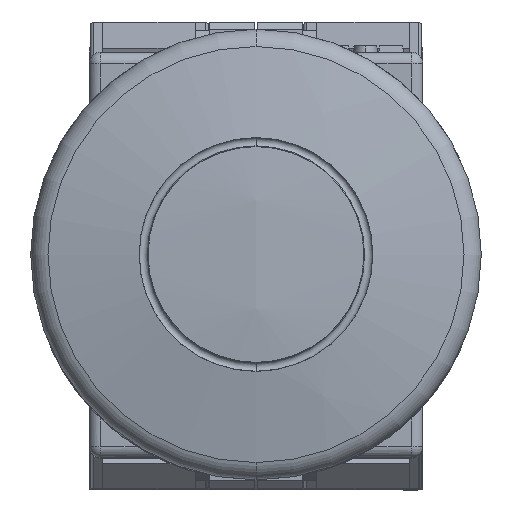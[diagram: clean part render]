
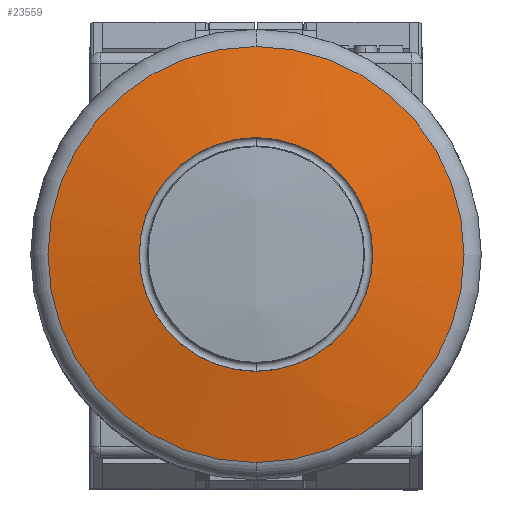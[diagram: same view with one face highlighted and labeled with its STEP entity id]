
A CAD part, top view. The second image highlights one B-rep face of the part: STEP entity #23559.
In plain terms, the highlighted spherical face has radius 80 mm.
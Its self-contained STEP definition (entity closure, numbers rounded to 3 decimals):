
#688 = CARTESIAN_POINT ( 'NONE',  ( 0., 0., 47.425 ) ) ;
#2007 = DIRECTION ( 'NONE',  ( 0., 0., -1. ) ) ;
#2180 = EDGE_CURVE ( 'NONE', #9842, #20250, #16974, .T. ) ;
#2919 = ORIENTED_EDGE ( 'NONE', *, *, #11016, .T. ) ;
#3229 = AXIS2_PLACEMENT_3D ( 'NONE', #11090, #23467, #20880 ) ;
#3595 = CARTESIAN_POINT ( 'NONE',  ( 10.372, 0., 47.425 ) ) ;
#3757 = AXIS2_PLACEMENT_3D ( 'NONE', #15219, #12592, #9994 ) ;
#3896 = SPHERICAL_SURFACE ( 'NONE', #3229, 80. ) ;
#4687 = CARTESIAN_POINT ( 'NONE',  ( 0., 0., 45.941 ) ) ;
#9193 = ORIENTED_EDGE ( 'NONE', *, *, #23193, .F. ) ;
#9842 = VERTEX_POINT ( 'NONE', #25087 ) ;
#9890 = DIRECTION ( 'NONE',  ( 0., 1., 0. ) ) ;
#9994 = DIRECTION ( 'NONE',  ( 1., 0., 0. ) ) ;
#10066 = AXIS2_PLACEMENT_3D ( 'NONE', #688, #21009, #18413 ) ;
#11016 = EDGE_CURVE ( 'NONE', #20250, #9842, #21829, .T. ) ;
#11090 = CARTESIAN_POINT ( 'NONE',  ( 0., 0., -31.9 ) ) ;
#11445 = AXIS2_PLACEMENT_3D ( 'NONE', #22901, #12486, #9890 ) ;
#11624 = EDGE_LOOP ( 'NONE', ( #9193, #13862 ) ) ;
#12486 = DIRECTION ( 'NONE',  ( 0., 0., -1. ) ) ;
#12592 = DIRECTION ( 'NONE',  ( 0., 0., -1. ) ) ;
#12624 = ORIENTED_EDGE ( 'NONE', *, *, #2180, .T. ) ;
#13629 = VERTEX_POINT ( 'NONE', #17322 ) ;
#13862 = ORIENTED_EDGE ( 'NONE', *, *, #20101, .F. ) ;
#15219 = CARTESIAN_POINT ( 'NONE',  ( 0., 0., 47.425 ) ) ;
#15404 = EDGE_LOOP ( 'NONE', ( #2919, #12624 ) ) ;
#16974 = CIRCLE ( 'NONE', #10066, 10.372 ) ;
#17322 = CARTESIAN_POINT ( 'NONE',  ( 0., 18.462, 45.941 ) ) ;
#18413 = DIRECTION ( 'NONE',  ( 1., 0., 0. ) ) ;
#20101 = EDGE_CURVE ( 'NONE', #21647, #13629, #24564, .T. ) ;
#20138 = FACE_OUTER_BOUND ( 'NONE', #11624, .T. ) ;
#20250 = VERTEX_POINT ( 'NONE', #3595 ) ;
#20795 = FACE_BOUND ( 'NONE', #15404, .T. ) ;
#20880 = DIRECTION ( 'NONE',  ( 0.233, 0., 0.972 ) ) ;
#20988 = CIRCLE ( 'NONE', #11445, 18.462 ) ;
#21009 = DIRECTION ( 'NONE',  ( 0., 0., -1. ) ) ;
#21647 = VERTEX_POINT ( 'NONE', #22066 ) ;
#21829 = CIRCLE ( 'NONE', #3757, 10.372 ) ;
#22066 = CARTESIAN_POINT ( 'NONE',  ( 0., -18.462, 45.941 ) ) ;
#22691 = AXIS2_PLACEMENT_3D ( 'NONE', #4687, #2007, #24889 ) ;
#22901 = CARTESIAN_POINT ( 'NONE',  ( 0., 0., 45.941 ) ) ;
#23193 = EDGE_CURVE ( 'NONE', #13629, #21647, #20988, .T. ) ;
#23467 = DIRECTION ( 'NONE',  ( -0.972, 0., 0.233 ) ) ;
#23559 = ADVANCED_FACE ( 'NONE', ( #20795, #20138 ), #3896, .T. ) ;
#24564 = CIRCLE ( 'NONE', #22691, 18.462 ) ;
#24889 = DIRECTION ( 'NONE',  ( 0., 1., 0. ) ) ;
#25087 = CARTESIAN_POINT ( 'NONE',  ( -10.372, 0., 47.425 ) ) ;
